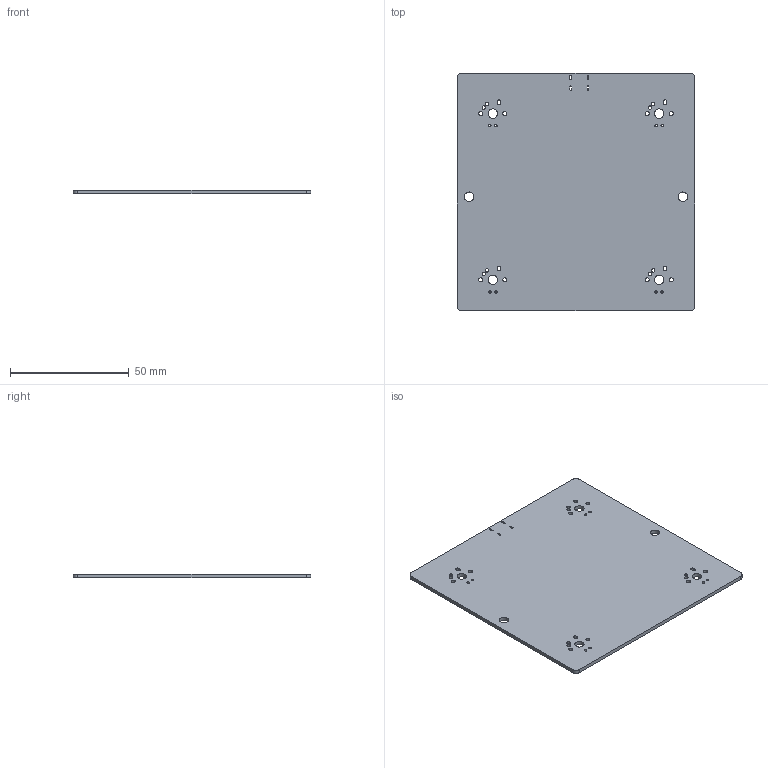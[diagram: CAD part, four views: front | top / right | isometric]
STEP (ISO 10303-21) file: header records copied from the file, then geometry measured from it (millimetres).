
FILE_DESCRIPTION(('KiCad electronic assembly'),'2;1');
FILE_NAME('BigKeysPCB.step','2022-11-09T19:38:06',('Pcbnew'),('Kicad'), 'Open CASCADE STEP processor 7.6','KiCad to STEP converter','Unknown' );
FILE_SCHEMA(('AUTOMOTIVE_DESIGN { 1 0 10303 214 1 1 1 1 }'));
Length unit declared in the file: millimetre
Products named in the file (2): BigKeysPCB 1; BigKeysPCB PCB
Assembly tree (1 placements, depth 2):
  BigKeysPCB 1
    BigKeysPCB PCB
Bounding box: 100 x 100 x 1.6 mm (x, y, z)
Volume: 15786.9 mm3; surface area: 20726.5 mm2
Topology: 1 solids, 1 shells, 72 faces, 210 edges, 140 vertices
Faces by surface type: cylinder 58, plane 14
Full cylindrical faces by diameter (mm): 1.04 x8, 1.47 x8, 1.75 x8, 3.988 x4, 4 x2
Entity records: 5711 total; most frequent: CARTESIAN_POINT 1556, DIRECTION 762, ORIENTED_EDGE 420, PCURVE 420, DEFINITIONAL_REPRESENTATION 420, LINE 382, VECTOR 382, EDGE_CURVE 210
